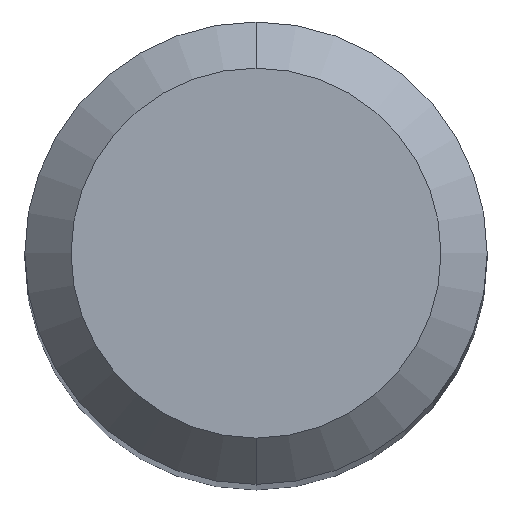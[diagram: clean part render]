
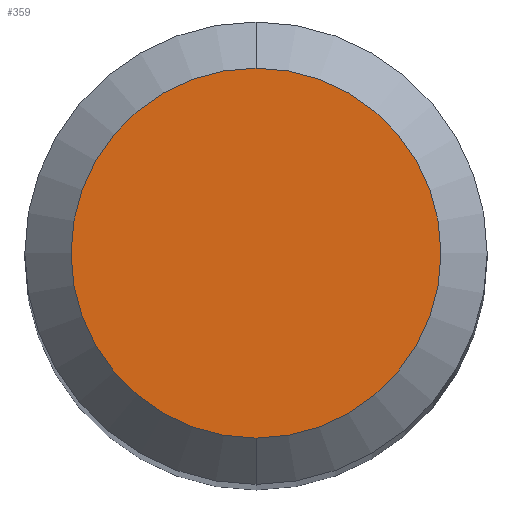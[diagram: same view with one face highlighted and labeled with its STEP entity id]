
A CAD part, top view. The second image highlights one B-rep face of the part: STEP entity #359.
In plain terms, the highlighted planar face has unit normal (0, 0, 1).
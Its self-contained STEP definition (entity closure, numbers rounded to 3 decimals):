
#241=EDGE_CURVE('',#243,#251,#537,.T.);
#243=VERTEX_POINT('',#539);
#251=VERTEX_POINT('',#547);
#293=EDGE_CURVE('',#251,#243,#595,.T.);
#359=ADVANCED_FACE('',(#670),#671,.T.);
#537=CIRCLE('',#913,1.2);
#539=CARTESIAN_POINT('',(0.,-1.2,0.0));
#547=CARTESIAN_POINT('',(0.0,1.2,0.0));
#595=CIRCLE('',#1016,1.2);
#670=FACE_OUTER_BOUND('',#1198,.T.);
#671=PLANE('',#1199);
#913=AXIS2_PLACEMENT_3D('',#1458,#1459,#1460);
#1016=AXIS2_PLACEMENT_3D('',#1522,#1523,#1524);
#1198=EDGE_LOOP('',(#1623,#1624));
#1199=AXIS2_PLACEMENT_3D('',#1625,#1626,#1627);
#1458=CARTESIAN_POINT('',(0.0,0.0,0.0));
#1459=DIRECTION('',(0.0,0.0,-1.0));
#1460=DIRECTION('',(0.0,1.0,0.0));
#1522=CARTESIAN_POINT('',(0.0,0.0,0.0));
#1523=DIRECTION('',(0.0,0.0,-1.0));
#1524=DIRECTION('',(0.0,1.0,0.0));
#1623=ORIENTED_EDGE('',*,*,#293,.F.);
#1624=ORIENTED_EDGE('',*,*,#241,.F.);
#1625=CARTESIAN_POINT('',(0.0,0.6,0.0));
#1626=DIRECTION('',(-0.0,0.0,1.0));
#1627=DIRECTION('',(0.0,-1.0,0.0));
